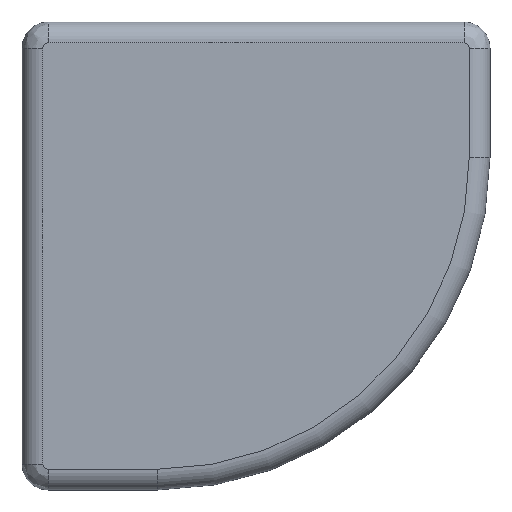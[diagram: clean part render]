
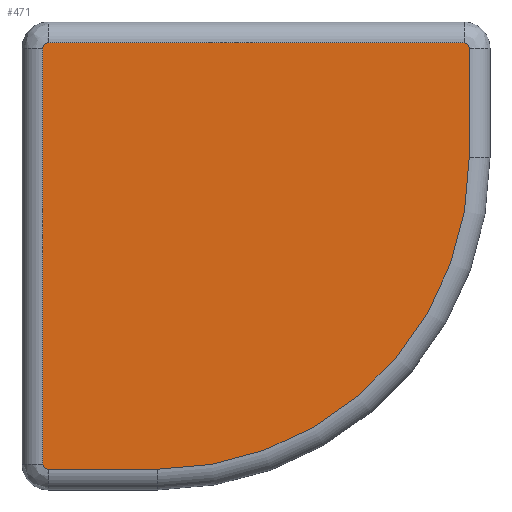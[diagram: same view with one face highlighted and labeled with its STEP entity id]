
A CAD part, front view. The second image highlights one B-rep face of the part: STEP entity #471.
In plain terms, the highlighted planar face has unit normal (0, -1, 0).
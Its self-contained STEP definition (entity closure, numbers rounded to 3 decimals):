
#24=PLANE('',#545);
#42=LINE('',#816,#68);
#43=LINE('',#820,#69);
#44=LINE('',#824,#70);
#45=LINE('',#827,#71);
#68=VECTOR('',#658,1000.);
#69=VECTOR('',#661,1000.);
#70=VECTOR('',#664,1000.);
#71=VECTOR('',#667,1000.);
#111=FACE_OUTER_BOUND('',#144,.T.);
#144=EDGE_LOOP('',(#366,#367,#368,#369,#370,#371,#372,#373));
#195=CIRCLE('',#546,0.5);
#196=CIRCLE('',#547,0.5);
#197=CIRCLE('',#548,0.5);
#198=CIRCLE('',#549,30.);
#233=VERTEX_POINT('',#812);
#234=VERTEX_POINT('',#813);
#235=VERTEX_POINT('',#815);
#236=VERTEX_POINT('',#817);
#237=VERTEX_POINT('',#819);
#238=VERTEX_POINT('',#821);
#239=VERTEX_POINT('',#823);
#240=VERTEX_POINT('',#825);
#284=EDGE_CURVE('',#233,#234,#195,.T.);
#285=EDGE_CURVE('',#233,#235,#42,.T.);
#286=EDGE_CURVE('',#236,#235,#196,.T.);
#287=EDGE_CURVE('',#236,#237,#43,.T.);
#288=EDGE_CURVE('',#238,#237,#197,.T.);
#289=EDGE_CURVE('',#238,#239,#44,.T.);
#290=EDGE_CURVE('',#239,#240,#198,.T.);
#291=EDGE_CURVE('',#240,#234,#45,.T.);
#366=ORIENTED_EDGE('',*,*,#284,.F.);
#367=ORIENTED_EDGE('',*,*,#285,.T.);
#368=ORIENTED_EDGE('',*,*,#286,.F.);
#369=ORIENTED_EDGE('',*,*,#287,.T.);
#370=ORIENTED_EDGE('',*,*,#288,.F.);
#371=ORIENTED_EDGE('',*,*,#289,.T.);
#372=ORIENTED_EDGE('',*,*,#290,.T.);
#373=ORIENTED_EDGE('',*,*,#291,.T.);
#471=ADVANCED_FACE('',(#111),#24,.T.);
#545=AXIS2_PLACEMENT_3D('',#811,#654,#655);
#546=AXIS2_PLACEMENT_3D('',#814,#656,#657);
#547=AXIS2_PLACEMENT_3D('',#818,#659,#660);
#548=AXIS2_PLACEMENT_3D('',#822,#662,#663);
#549=AXIS2_PLACEMENT_3D('',#826,#665,#666);
#654=DIRECTION('center_axis',(0.,-1.,0.));
#655=DIRECTION('ref_axis',(0.,0.,-1.));
#656=DIRECTION('center_axis',(0.,1.,0.));
#657=DIRECTION('ref_axis',(0.,0.,-1.));
#658=DIRECTION('',(-1.,0.,0.));
#659=DIRECTION('center_axis',(0.,1.,0.));
#660=DIRECTION('ref_axis',(0.,0.,-1.));
#661=DIRECTION('',(0.,0.,-1.));
#662=DIRECTION('center_axis',(0.,1.,0.));
#663=DIRECTION('ref_axis',(0.,0.,-1.));
#664=DIRECTION('',(1.,0.,0.));
#665=DIRECTION('center_axis',(0.,-1.,0.));
#666=DIRECTION('ref_axis',(0.,0.,-1.));
#667=DIRECTION('',(0.,0.,1.));
#811=CARTESIAN_POINT('Origin',(-22.5,0.,-22.5));
#812=CARTESIAN_POINT('',(20.,0.,20.5));
#813=CARTESIAN_POINT('',(20.5,0.,20.));
#814=CARTESIAN_POINT('Origin',(20.,0.,20.));
#815=CARTESIAN_POINT('',(-20.,0.,20.5));
#816=CARTESIAN_POINT('',(-22.5,0.,20.5));
#817=CARTESIAN_POINT('',(-20.5,0.,20.));
#818=CARTESIAN_POINT('Origin',(-20.,0.,20.));
#819=CARTESIAN_POINT('',(-20.5,0.,-20.));
#820=CARTESIAN_POINT('',(-20.5,0.,-22.5));
#821=CARTESIAN_POINT('',(-20.,0.,-20.5));
#822=CARTESIAN_POINT('Origin',(-20.,0.,-20.));
#823=CARTESIAN_POINT('',(-9.5,0.,-20.5));
#824=CARTESIAN_POINT('',(-9.5,0.,-20.5));
#825=CARTESIAN_POINT('',(20.5,0.,9.5));
#826=CARTESIAN_POINT('Origin',(-9.5,0.,9.5));
#827=CARTESIAN_POINT('',(20.5,0.,22.5));
